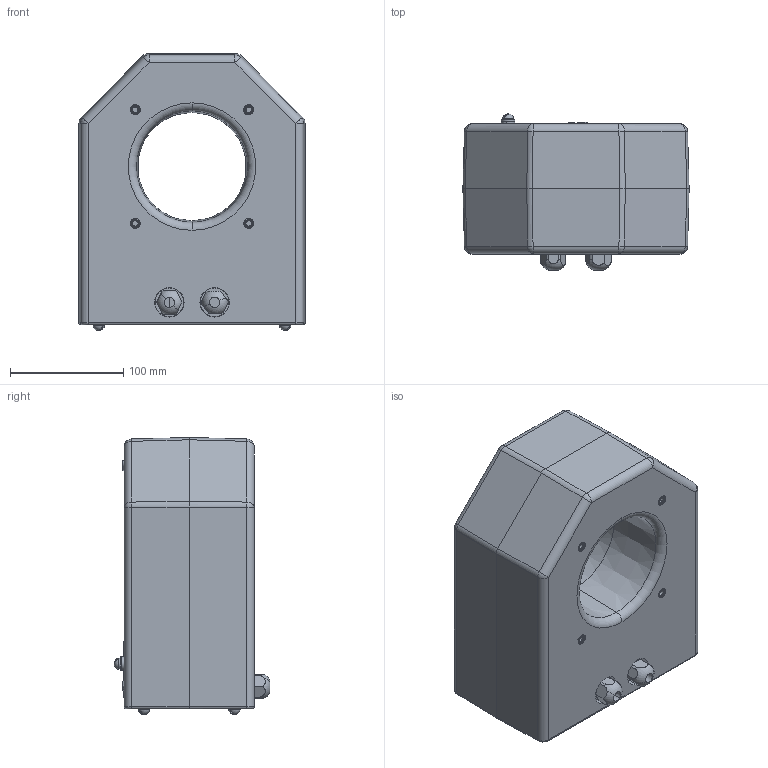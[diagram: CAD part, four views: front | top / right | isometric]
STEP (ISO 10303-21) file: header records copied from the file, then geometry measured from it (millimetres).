
FILE_DESCRIPTION (( 'STEP AP203' ), '1' );
FILE_NAME ('ÒØË-0,66-VII.STEP', '2022-08-02T04:11:29', ( '' ), ( '' ), 'SwSTEP 2.0', 'SolidWorks 2010', '' );
FILE_SCHEMA (( 'CONFIG_CONTROL_DESIGN' ));
Length unit declared in the file: millimetre
Products named in the file (1): ﾒﾘﾋ-0,66-VII
Bounding box: 200 x 137.92 x 244.92 mm (x, y, z)
Surface area: 214484.3 mm2 (no closed solid volume)
Topology: 0 solids, 32 shells, 269 faces, 737 edges, 498 vertices
Faces by surface type: plane 110, cylinder 84, cone 37, sphere 18, torus 12, bspline 8
Entity records: 9159 total; most frequent: CARTESIAN_POINT 2242, DIRECTION 1547, ORIENTED_EDGE 1248, EDGE_CURVE 729, AXIS2_PLACEMENT_3D 609, VERTEX_POINT 498, CIRCLE 347, LINE 329
